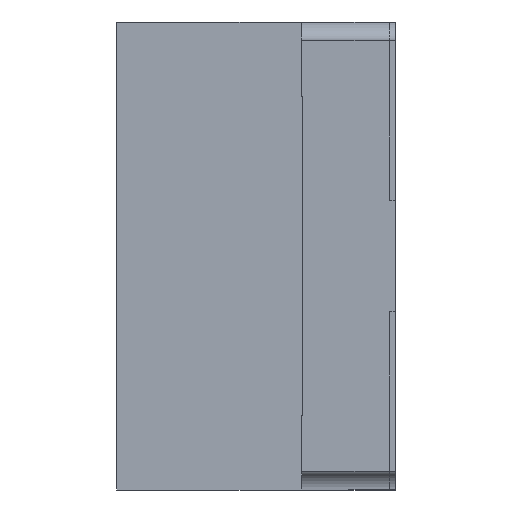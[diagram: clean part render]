
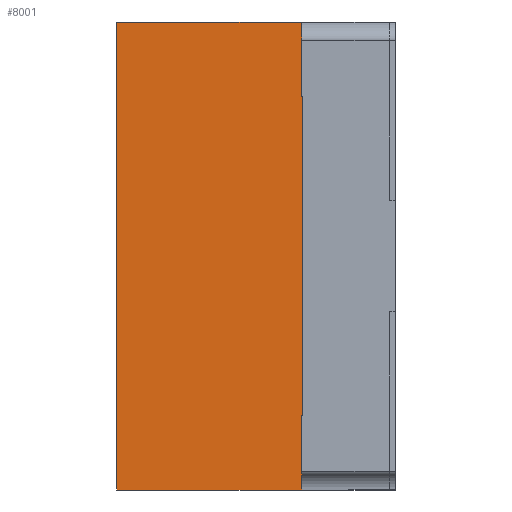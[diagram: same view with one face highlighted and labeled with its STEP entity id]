
A CAD part, left-side view. The second image highlights one B-rep face of the part: STEP entity #8001.
In plain terms, the highlighted planar face has unit normal (-1, 0, 0).
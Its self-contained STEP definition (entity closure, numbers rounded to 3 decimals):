
#311 = VECTOR ( 'NONE', #7524, 1000. ) ;
#323 = VECTOR ( 'NONE', #7560, 1000. ) ;
#326 = VECTOR ( 'NONE', #7569, 1000. ) ;
#327 = VECTOR ( 'NONE', #7572, 1000. ) ;
#632 = PLANE ( 'NONE',  #13276 ) ;
#633 = CARTESIAN_POINT ( 'NONE',  ( -0.55, -1.266, 0.63 ) ) ;
#634 = DIRECTION ( 'NONE',  ( 1., 0., 0. ) ) ;
#635 = DIRECTION ( 'NONE',  ( 0., 1., 0. ) ) ;
#7522 = LINE ( 'NONE', #7523, #311 ) ;
#7523 = CARTESIAN_POINT ( 'NONE',  ( -0.55, 0.625, 0.63 ) ) ;
#7524 = DIRECTION ( 'NONE',  ( 0., 0., -1. ) ) ;
#7558 = LINE ( 'NONE', #7559, #323 ) ;
#7559 = CARTESIAN_POINT ( 'NONE',  ( -0.55, -1.266, 0.63 ) ) ;
#7560 = DIRECTION ( 'NONE',  ( 0., -1., 0. ) ) ;
#7567 = LINE ( 'NONE', #7568, #326 ) ;
#7568 = CARTESIAN_POINT ( 'NONE',  ( -0.55, 0.125, 0.63 ) ) ;
#7569 = DIRECTION ( 'NONE',  ( 0., 0., -1. ) ) ;
#7570 = LINE ( 'NONE', #7571, #327 ) ;
#7571 = CARTESIAN_POINT ( 'NONE',  ( -0.55, -1.266, -0.63 ) ) ;
#7572 = DIRECTION ( 'NONE',  ( 0., -1., 0. ) ) ;
#8001 = ADVANCED_FACE ( 'NONE', ( #13272 ), #632, .F. ) ;
#9532 = CARTESIAN_POINT ( 'NONE',  ( -0.55, 0.125, 0.63 ) ) ;
#9544 = CARTESIAN_POINT ( 'NONE',  ( -0.55, 0.625, 0.63 ) ) ;
#9545 = CARTESIAN_POINT ( 'NONE',  ( -0.55, 0.625, -0.63 ) ) ;
#9547 = CARTESIAN_POINT ( 'NONE',  ( -0.55, 0.125, -0.63 ) ) ;
#10070 = EDGE_CURVE ( 'NONE', #10898, #10899, #7522, .T. ) ;
#10082 = EDGE_CURVE ( 'NONE', #10898, #10886, #7558, .T. ) ;
#10085 = EDGE_CURVE ( 'NONE', #10886, #10901, #7567, .T. ) ;
#10086 = EDGE_CURVE ( 'NONE', #10899, #10901, #7570, .T. ) ;
#10394 = ORIENTED_EDGE ( 'NONE', *, *, #10086, .T. ) ;
#10395 = ORIENTED_EDGE ( 'NONE', *, *, #10082, .F. ) ;
#10397 = ORIENTED_EDGE ( 'NONE', *, *, #10070, .T. ) ;
#10400 = ORIENTED_EDGE ( 'NONE', *, *, #10085, .F. ) ;
#10886 = VERTEX_POINT ( 'NONE', #9532 ) ;
#10898 = VERTEX_POINT ( 'NONE', #9544 ) ;
#10899 = VERTEX_POINT ( 'NONE', #9545 ) ;
#10901 = VERTEX_POINT ( 'NONE', #9547 ) ;
#10995 = EDGE_LOOP ( 'NONE', ( #10394, #10400, #10395, #10397 ) ) ;
#13272 = FACE_OUTER_BOUND ( 'NONE', #10995, .T. ) ;
#13276 = AXIS2_PLACEMENT_3D ( 'NONE', #633, #634, #635 ) ;
